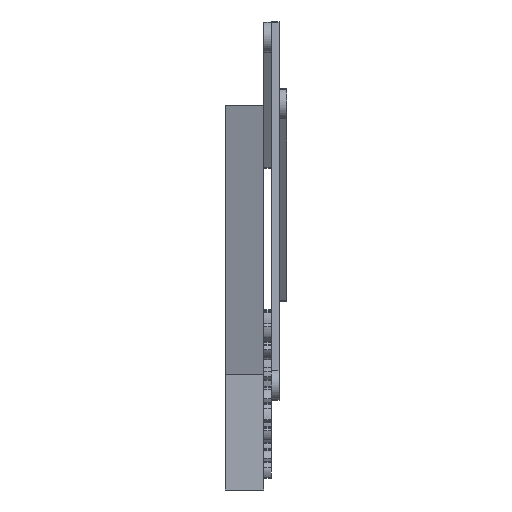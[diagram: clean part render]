
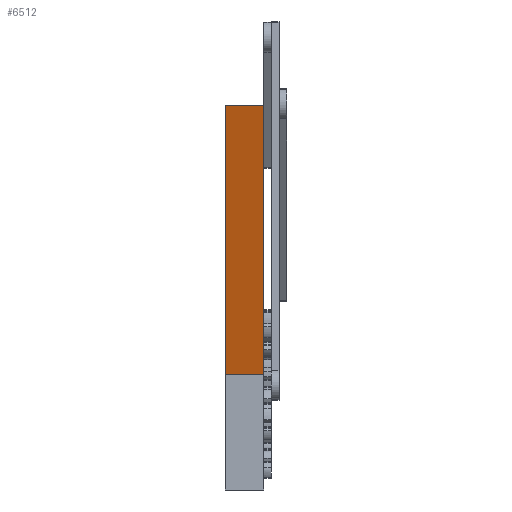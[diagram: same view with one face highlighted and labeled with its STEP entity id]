
A CAD part, left-side view. The second image highlights one B-rep face of the part: STEP entity #6512.
In plain terms, the highlighted planar face has unit normal (-0.962, 0, -0.275).
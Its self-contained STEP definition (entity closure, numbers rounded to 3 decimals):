
#381=PLANE('',#6989);
#498=FACE_OUTER_BOUND('',#853,.T.);
#853=EDGE_LOOP('',(#4360,#4361,#4362,#4363));
#1276=LINE('',#9560,#1795);
#1277=LINE('',#9562,#1796);
#1278=LINE('',#9564,#1797);
#1279=LINE('',#9565,#1798);
#1795=VECTOR('',#7705,10.);
#1796=VECTOR('',#7706,10.);
#1797=VECTOR('',#7707,10.);
#1798=VECTOR('',#7708,10.);
#2663=VERTEX_POINT('',#9558);
#2664=VERTEX_POINT('',#9559);
#2665=VERTEX_POINT('',#9561);
#2666=VERTEX_POINT('',#9563);
#3344=EDGE_CURVE('',#2663,#2664,#1276,.T.);
#3345=EDGE_CURVE('',#2663,#2665,#1277,.T.);
#3346=EDGE_CURVE('',#2666,#2665,#1278,.T.);
#3347=EDGE_CURVE('',#2664,#2666,#1279,.T.);
#4360=ORIENTED_EDGE('',*,*,#3344,.F.);
#4361=ORIENTED_EDGE('',*,*,#3345,.T.);
#4362=ORIENTED_EDGE('',*,*,#3346,.F.);
#4363=ORIENTED_EDGE('',*,*,#3347,.F.);
#6512=ADVANCED_FACE('',(#498),#381,.T.);
#6989=AXIS2_PLACEMENT_3D('',#9557,#7703,#7704);
#7703=DIRECTION('center_axis',(-0.962,0.,-0.275));
#7704=DIRECTION('ref_axis',(-0.275,0.,0.962));
#7705=DIRECTION('',(0.275,0.,-0.962));
#7706=DIRECTION('',(0.,1.,0.));
#7707=DIRECTION('',(-0.275,0.,0.962));
#7708=DIRECTION('',(0.,1.,0.));
#9557=CARTESIAN_POINT('Origin',(0.,0.,30.));
#9558=CARTESIAN_POINT('',(-20.,0.,100.));
#9559=CARTESIAN_POINT('',(0.,0.,30.));
#9560=CARTESIAN_POINT('',(-20.,0.,100.));
#9561=CARTESIAN_POINT('',(-20.,10.,100.));
#9562=CARTESIAN_POINT('',(-20.,0.,100.));
#9563=CARTESIAN_POINT('',(0.,10.,30.));
#9564=CARTESIAN_POINT('',(-20.,10.,100.));
#9565=CARTESIAN_POINT('',(0.,0.,30.));
